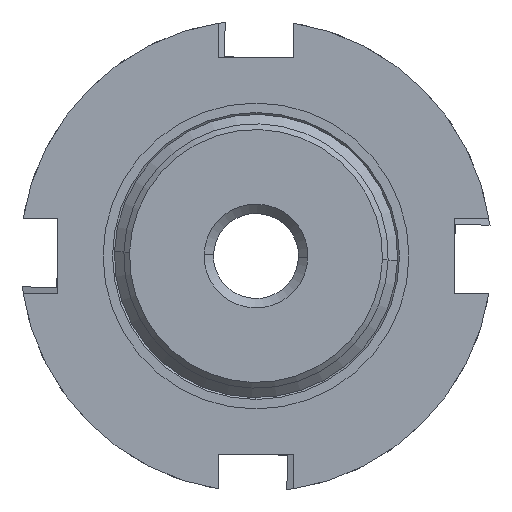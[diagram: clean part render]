
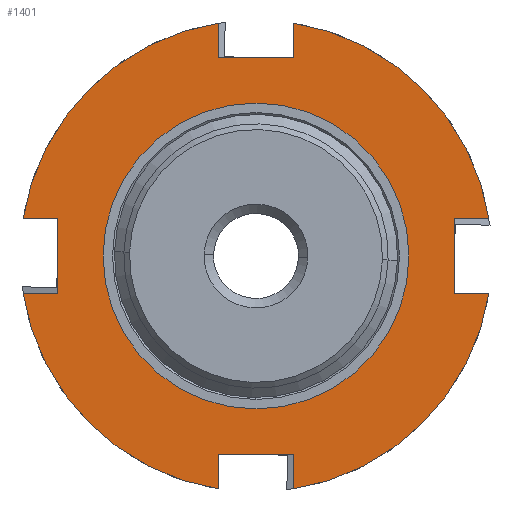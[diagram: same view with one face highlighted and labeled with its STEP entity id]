
A CAD part, front view. The second image highlights one B-rep face of the part: STEP entity #1401.
In plain terms, the highlighted planar face has unit normal (0, -1, 0).
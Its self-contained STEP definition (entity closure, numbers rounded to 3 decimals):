
#25 = DIRECTION ( 'NONE',  ( 0., 0., -1. ) ) ;
#54 = ORIENTED_EDGE ( 'NONE', *, *, #2294, .T. ) ;
#85 = CARTESIAN_POINT ( 'NONE',  ( -2., -23., 0. ) ) ;
#96 = CARTESIAN_POINT ( 'NONE',  ( 8.1, -23., 2. ) ) ;
#115 = ORIENTED_EDGE ( 'NONE', *, *, #1931, .F. ) ;
#141 = VERTEX_POINT ( 'NONE', #1805 ) ;
#155 = EDGE_CURVE ( 'NONE', #1483, #141, #908, .T. ) ;
#161 = EDGE_LOOP ( 'NONE', ( #2323, #2166, #947, #796, #1573, #115, #2229, #632, #2037, #489, #54, #1115, #2595, #2486, #299, #1259 ) ) ;
#214 = LINE ( 'NONE', #2159, #2806 ) ;
#238 = LINE ( 'NONE', #1097, #1155 ) ;
#241 = VERTEX_POINT ( 'NONE', #1878 ) ;
#261 = DIRECTION ( 'NONE',  ( -1., 0., 0. ) ) ;
#283 = VERTEX_POINT ( 'NONE', #2375 ) ;
#298 = EDGE_LOOP ( 'NONE', ( #1407, #812 ) ) ;
#299 = ORIENTED_EDGE ( 'NONE', *, *, #155, .T. ) ;
#349 = CARTESIAN_POINT ( 'NONE',  ( 0., -23., 0. ) ) ;
#397 = VECTOR ( 'NONE', #1116, 1000. ) ;
#407 = CARTESIAN_POINT ( 'NONE',  ( -2., -23., 10.5 ) ) ;
#408 = DIRECTION ( 'NONE',  ( 0., 0., 1. ) ) ;
#412 = VECTOR ( 'NONE', #907, 1000. ) ;
#426 = CARTESIAN_POINT ( 'NONE',  ( 0., -23., -8.1 ) ) ;
#435 = EDGE_CURVE ( 'NONE', #2420, #838, #1977, .T. ) ;
#445 = CARTESIAN_POINT ( 'NONE',  ( -10.5, -23., 0. ) ) ;
#458 = AXIS2_PLACEMENT_3D ( 'NONE', #1153, #2007, #2628 ) ;
#468 = VECTOR ( 'NONE', #770, 1000. ) ;
#489 = ORIENTED_EDGE ( 'NONE', *, *, #1746, .F. ) ;
#493 = CARTESIAN_POINT ( 'NONE',  ( 2., -23., -12.339 ) ) ;
#495 = VECTOR ( 'NONE', #1388, 1000. ) ;
#544 = DIRECTION ( 'NONE',  ( 1., 0., 0. ) ) ;
#550 = CIRCLE ( 'NONE', #2365, 8.1 ) ;
#587 = EDGE_CURVE ( 'NONE', #1729, #2342, #550, .T. ) ;
#596 = LINE ( 'NONE', #1738, #397 ) ;
#616 = CARTESIAN_POINT ( 'NONE',  ( 0., -23., -10.5 ) ) ;
#621 = CARTESIAN_POINT ( 'NONE',  ( 0., -23., 0. ) ) ;
#631 = EDGE_CURVE ( 'NONE', #2416, #838, #2343, .T. ) ;
#632 = ORIENTED_EDGE ( 'NONE', *, *, #2000, .T. ) ;
#637 = CARTESIAN_POINT ( 'NONE',  ( -12.339, -23., 2. ) ) ;
#643 = VERTEX_POINT ( 'NONE', #2175 ) ;
#677 = VERTEX_POINT ( 'NONE', #1121 ) ;
#696 = FACE_BOUND ( 'NONE', #298, .T. ) ;
#718 = CARTESIAN_POINT ( 'NONE',  ( 2., -23., -10.5 ) ) ;
#727 = CARTESIAN_POINT ( 'NONE',  ( 0., -23., 8.1 ) ) ;
#770 = DIRECTION ( 'NONE',  ( 1., 0., 0. ) ) ;
#787 = EDGE_CURVE ( 'NONE', #1541, #2092, #1025, .T. ) ;
#789 = EDGE_CURVE ( 'NONE', #2342, #1729, #2171, .T. ) ;
#795 = PLANE ( 'NONE',  #1467 ) ;
#796 = ORIENTED_EDGE ( 'NONE', *, *, #1261, .T. ) ;
#805 = CIRCLE ( 'NONE', #1266, 12.5 ) ;
#812 = ORIENTED_EDGE ( 'NONE', *, *, #587, .T. ) ;
#815 = VERTEX_POINT ( 'NONE', #1041 ) ;
#816 = DIRECTION ( 'NONE',  ( 0., 1., 0. ) ) ;
#829 = CARTESIAN_POINT ( 'NONE',  ( 8.1, -23., 0. ) ) ;
#832 = CIRCLE ( 'NONE', #458, 12.5 ) ;
#833 = DIRECTION ( 'NONE',  ( 0., 1., 0. ) ) ;
#838 = VERTEX_POINT ( 'NONE', #407 ) ;
#840 = DIRECTION ( 'NONE',  ( 0., 1., 0. ) ) ;
#848 = VERTEX_POINT ( 'NONE', #1486 ) ;
#907 = DIRECTION ( 'NONE',  ( -1., 0., 0. ) ) ;
#908 = LINE ( 'NONE', #96, #2049 ) ;
#909 = LINE ( 'NONE', #445, #2430 ) ;
#947 = ORIENTED_EDGE ( 'NONE', *, *, #2574, .T. ) ;
#1025 = LINE ( 'NONE', #1475, #2098 ) ;
#1041 = CARTESIAN_POINT ( 'NONE',  ( -2., -23., -12.339 ) ) ;
#1068 = CARTESIAN_POINT ( 'NONE',  ( 0., -23., 0. ) ) ;
#1070 = EDGE_CURVE ( 'NONE', #677, #1434, #238, .T. ) ;
#1080 = DIRECTION ( 'NONE',  ( 0., 0., 1. ) ) ;
#1097 = CARTESIAN_POINT ( 'NONE',  ( 8.1, -23., -2. ) ) ;
#1111 = AXIS2_PLACEMENT_3D ( 'NONE', #2788, #2152, #1080 ) ;
#1114 = CARTESIAN_POINT ( 'NONE',  ( 8.1, -23., 2. ) ) ;
#1115 = ORIENTED_EDGE ( 'NONE', *, *, #631, .T. ) ;
#1116 = DIRECTION ( 'NONE',  ( 0., 0., 1. ) ) ;
#1121 = CARTESIAN_POINT ( 'NONE',  ( 12.339, -23., -2. ) ) ;
#1153 = CARTESIAN_POINT ( 'NONE',  ( 0., -23., 0. ) ) ;
#1155 = VECTOR ( 'NONE', #261, 1000. ) ;
#1217 = DIRECTION ( 'NONE',  ( 0., 1., 0. ) ) ;
#1224 = DIRECTION ( 'NONE',  ( 0., 0., 1. ) ) ;
#1259 = ORIENTED_EDGE ( 'NONE', *, *, #1430, .T. ) ;
#1261 = EDGE_CURVE ( 'NONE', #241, #2092, #1712, .T. ) ;
#1266 = AXIS2_PLACEMENT_3D ( 'NONE', #1068, #2581, #2641 ) ;
#1298 = DIRECTION ( 'NONE',  ( 0., 0., 1. ) ) ;
#1388 = DIRECTION ( 'NONE',  ( 0., 0., -1. ) ) ;
#1401 = ADVANCED_FACE ( 'NONE', ( #696, #2154 ), #795, .F. ) ;
#1407 = ORIENTED_EDGE ( 'NONE', *, *, #789, .T. ) ;
#1430 = EDGE_CURVE ( 'NONE', #141, #283, #909, .T. ) ;
#1434 = VERTEX_POINT ( 'NONE', #2363 ) ;
#1467 = AXIS2_PLACEMENT_3D ( 'NONE', #829, #816, #1298 ) ;
#1475 = CARTESIAN_POINT ( 'NONE',  ( 2., -23., 0. ) ) ;
#1483 = VERTEX_POINT ( 'NONE', #637 ) ;
#1486 = CARTESIAN_POINT ( 'NONE',  ( 12.339, -23., 2. ) ) ;
#1532 = CIRCLE ( 'NONE', #2255, 12.5 ) ;
#1539 = AXIS2_PLACEMENT_3D ( 'NONE', #621, #840, #408 ) ;
#1541 = VERTEX_POINT ( 'NONE', #493 ) ;
#1547 = LINE ( 'NONE', #1114, #412 ) ;
#1573 = ORIENTED_EDGE ( 'NONE', *, *, #787, .F. ) ;
#1620 = VECTOR ( 'NONE', #25, 1000. ) ;
#1642 = CARTESIAN_POINT ( 'NONE',  ( 10.5, -23., 2. ) ) ;
#1683 = CARTESIAN_POINT ( 'NONE',  ( 0., -23., 10.5 ) ) ;
#1690 = DIRECTION ( 'NONE',  ( -1., 0., 0. ) ) ;
#1712 = LINE ( 'NONE', #616, #468 ) ;
#1729 = VERTEX_POINT ( 'NONE', #426 ) ;
#1738 = CARTESIAN_POINT ( 'NONE',  ( 10.5, -23., 0. ) ) ;
#1746 = EDGE_CURVE ( 'NONE', #2094, #848, #832, .T. ) ;
#1801 = EDGE_CURVE ( 'NONE', #815, #643, #1532, .T. ) ;
#1805 = CARTESIAN_POINT ( 'NONE',  ( -10.5, -23., 2. ) ) ;
#1878 = CARTESIAN_POINT ( 'NONE',  ( -2., -23., -10.5 ) ) ;
#1896 = VECTOR ( 'NONE', #1690, 1000. ) ;
#1931 = EDGE_CURVE ( 'NONE', #677, #1541, #2591, .T. ) ;
#1964 = EDGE_CURVE ( 'NONE', #1483, #2420, #805, .T. ) ;
#1977 = LINE ( 'NONE', #85, #495 ) ;
#2000 = EDGE_CURVE ( 'NONE', #1434, #2747, #596, .T. ) ;
#2007 = DIRECTION ( 'NONE',  ( 0., 1., 0. ) ) ;
#2037 = ORIENTED_EDGE ( 'NONE', *, *, #2326, .F. ) ;
#2049 = VECTOR ( 'NONE', #544, 1000. ) ;
#2092 = VERTEX_POINT ( 'NONE', #718 ) ;
#2094 = VERTEX_POINT ( 'NONE', #2518 ) ;
#2098 = VECTOR ( 'NONE', #2129, 1000. ) ;
#2100 = VECTOR ( 'NONE', #2731, 1000. ) ;
#2129 = DIRECTION ( 'NONE',  ( 0., 0., 1. ) ) ;
#2144 = CARTESIAN_POINT ( 'NONE',  ( 0., -23., 0. ) ) ;
#2152 = DIRECTION ( 'NONE',  ( 0., 1., 0. ) ) ;
#2154 = FACE_OUTER_BOUND ( 'NONE', #161, .T. ) ;
#2159 = CARTESIAN_POINT ( 'NONE',  ( -2., -23., 0. ) ) ;
#2166 = ORIENTED_EDGE ( 'NONE', *, *, #1801, .F. ) ;
#2171 = CIRCLE ( 'NONE', #1111, 8.1 ) ;
#2175 = CARTESIAN_POINT ( 'NONE',  ( -12.339, -23., -2. ) ) ;
#2200 = LINE ( 'NONE', #2393, #1620 ) ;
#2229 = ORIENTED_EDGE ( 'NONE', *, *, #1070, .T. ) ;
#2239 = LINE ( 'NONE', #2360, #2100 ) ;
#2255 = AXIS2_PLACEMENT_3D ( 'NONE', #349, #1217, #2324 ) ;
#2294 = EDGE_CURVE ( 'NONE', #2094, #2416, #2200, .T. ) ;
#2323 = ORIENTED_EDGE ( 'NONE', *, *, #2650, .F. ) ;
#2324 = DIRECTION ( 'NONE',  ( 0., 0., 1. ) ) ;
#2326 = EDGE_CURVE ( 'NONE', #848, #2747, #1547, .T. ) ;
#2342 = VERTEX_POINT ( 'NONE', #727 ) ;
#2343 = LINE ( 'NONE', #1683, #1896 ) ;
#2360 = CARTESIAN_POINT ( 'NONE',  ( 8.1, -23., -2. ) ) ;
#2363 = CARTESIAN_POINT ( 'NONE',  ( 10.5, -23., -2. ) ) ;
#2365 = AXIS2_PLACEMENT_3D ( 'NONE', #2144, #833, #2784 ) ;
#2375 = CARTESIAN_POINT ( 'NONE',  ( -10.5, -23., -2. ) ) ;
#2393 = CARTESIAN_POINT ( 'NONE',  ( 2., -23., 0. ) ) ;
#2416 = VERTEX_POINT ( 'NONE', #2676 ) ;
#2420 = VERTEX_POINT ( 'NONE', #2638 ) ;
#2430 = VECTOR ( 'NONE', #2580, 1000. ) ;
#2486 = ORIENTED_EDGE ( 'NONE', *, *, #1964, .F. ) ;
#2518 = CARTESIAN_POINT ( 'NONE',  ( 2., -23., 12.339 ) ) ;
#2574 = EDGE_CURVE ( 'NONE', #815, #241, #214, .T. ) ;
#2580 = DIRECTION ( 'NONE',  ( 0., 0., -1. ) ) ;
#2581 = DIRECTION ( 'NONE',  ( 0., 1., 0. ) ) ;
#2591 = CIRCLE ( 'NONE', #1539, 12.5 ) ;
#2595 = ORIENTED_EDGE ( 'NONE', *, *, #435, .F. ) ;
#2628 = DIRECTION ( 'NONE',  ( 0., 0., 1. ) ) ;
#2638 = CARTESIAN_POINT ( 'NONE',  ( -2., -23., 12.339 ) ) ;
#2641 = DIRECTION ( 'NONE',  ( 0., 0., 1. ) ) ;
#2650 = EDGE_CURVE ( 'NONE', #643, #283, #2239, .T. ) ;
#2676 = CARTESIAN_POINT ( 'NONE',  ( 2., -23., 10.5 ) ) ;
#2731 = DIRECTION ( 'NONE',  ( 1., 0., 0. ) ) ;
#2747 = VERTEX_POINT ( 'NONE', #1642 ) ;
#2784 = DIRECTION ( 'NONE',  ( 0., 0., 1. ) ) ;
#2788 = CARTESIAN_POINT ( 'NONE',  ( 0., -23., 0. ) ) ;
#2806 = VECTOR ( 'NONE', #1224, 1000. ) ;
